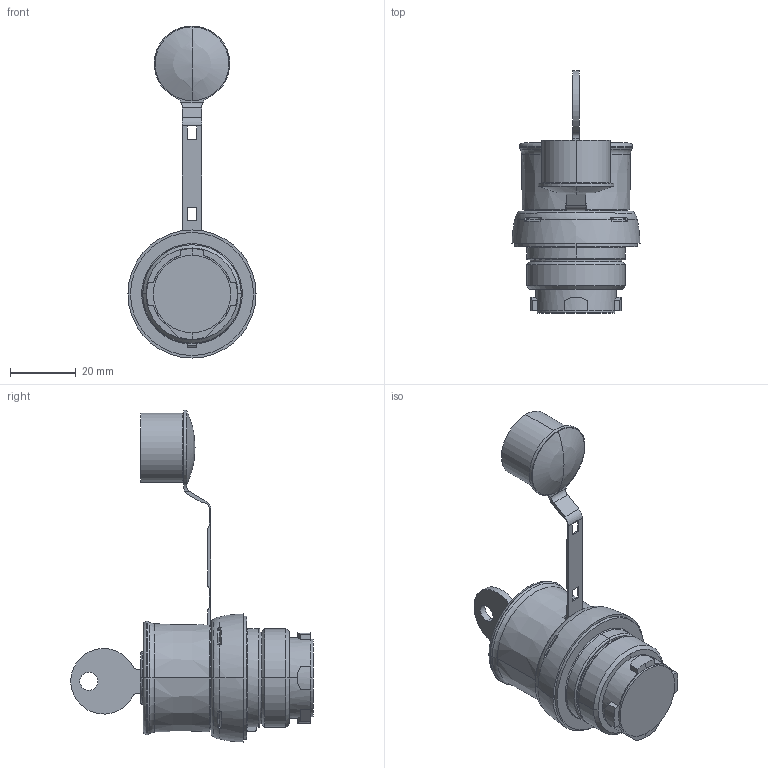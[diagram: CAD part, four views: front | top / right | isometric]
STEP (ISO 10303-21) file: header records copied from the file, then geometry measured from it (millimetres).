
FILE_DESCRIPTION((''),'2;1');
FILE_NAME('05-1141-0458_EINSATZGEH','2023-09-22T10:31:56',('Beil'),(''),'CREO PARAMETRIC BY PTC INC, 2019030','CREO PARAMETRIC BY PTC INC, 2019030','');
FILE_SCHEMA(('CONFIG_CONTROL_DESIGN','SHAPE_APPEARANCE_LAYERS_GROUPS'));
Length unit declared in the file: millimetre
Products named in the file (1): 05-1141-0458_EINSATZGEH
Bounding box: 39 x 73.76 x 101.15 mm (x, y, z)
Volume: 43850.9 mm3; surface area: 14202.6 mm2
Topology: 1 solids, 1 shells, 270 faces, 736 edges, 476 vertices
Faces by surface type: plane 109, cylinder 63, cone 28, extrusion 24, torus 23, bspline 18, sphere 5
Entity records: 12518 total; most frequent: CARTESIAN_POINT 2625, ORIENTED_EDGE 1464, DIRECTION 1300, PRESENTATION_STYLE_ASSIGNMENT 811, STYLED_ITEM 733, CURVE_STYLE 732, EDGE_CURVE 732, AXIS2_PLACEMENT_3D 479
